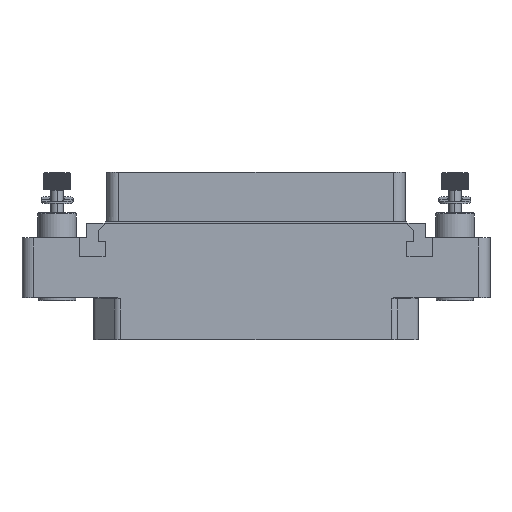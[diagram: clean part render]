
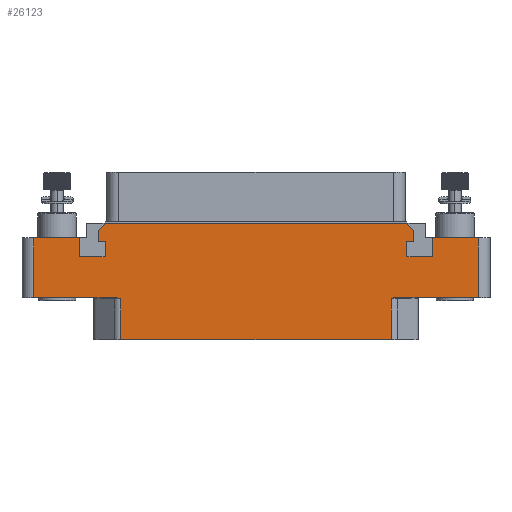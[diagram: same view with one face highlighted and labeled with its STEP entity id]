
A CAD part, top view. The second image highlights one B-rep face of the part: STEP entity #26123.
In plain terms, the highlighted planar face has unit normal (0, 0, 1).
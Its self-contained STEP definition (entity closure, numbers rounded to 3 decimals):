
#961=DIRECTION('',(-1.,0.,0.));
#962=VECTOR('',#961,46.236);
#963=CARTESIAN_POINT('',(23.118,-7.2,7.));
#964=LINE('',#963,#962);
#1098=DIRECTION('',(0.,1.,0.));
#1099=VECTOR('',#1098,7.);
#1100=CARTESIAN_POINT('',(23.118,-7.2,7.));
#1101=LINE('',#1100,#1099);
#1107=CARTESIAN_POINT('',(23.118,-0.2,7.));
#1108=CARTESIAN_POINT('',(23.175,-0.179,7.));
#1109=CARTESIAN_POINT('',(23.284,-0.139,7.));
#1110=CARTESIAN_POINT('',(23.435,-0.089,7.));
#1111=CARTESIAN_POINT('',(23.574,-0.049,7.));
#1112=CARTESIAN_POINT('',(23.701,-0.02,7.));
#1113=CARTESIAN_POINT('',(23.817,-0.003,7.));
#1114=CARTESIAN_POINT('',(23.885,0.,7.));
#1115=CARTESIAN_POINT('',(23.918,0.,7.));
#1122=DIRECTION('',(0.,-1.,0.));
#1123=VECTOR('',#1122,3.2);
#1124=CARTESIAN_POINT('',(30.2,10.2,7.));
#1125=LINE('',#1124,#1123);
#1126=DIRECTION('',(1.,0.,0.));
#1127=VECTOR('',#1126,7.8);
#1128=CARTESIAN_POINT('',(30.2,10.2,7.));
#1129=LINE('',#1128,#1127);
#1130=DIRECTION('',(1.,0.,0.));
#1131=VECTOR('',#1130,7.8);
#1132=CARTESIAN_POINT('',(-38.,10.2,7.));
#1133=LINE('',#1132,#1131);
#1134=DIRECTION('',(0.,-1.,0.));
#1135=VECTOR('',#1134,3.2);
#1136=CARTESIAN_POINT('',(-30.2,10.2,7.));
#1137=LINE('',#1136,#1135);
#1138=DIRECTION('',(1.,0.,0.));
#1139=VECTOR('',#1138,4.4);
#1140=CARTESIAN_POINT('',(-30.2,7.,7.));
#1141=LINE('',#1140,#1139);
#1142=DIRECTION('',(0.,1.,0.));
#1143=VECTOR('',#1142,2.6);
#1144=CARTESIAN_POINT('',(-25.8,7.,7.));
#1145=LINE('',#1144,#1143);
#1146=DIRECTION('',(-1.,0.,0.));
#1147=VECTOR('',#1146,1.2);
#1148=CARTESIAN_POINT('',(-25.8,9.6,7.));
#1149=LINE('',#1148,#1147);
#1150=DIRECTION('',(0.,1.,0.));
#1151=VECTOR('',#1150,1.9);
#1152=CARTESIAN_POINT('',(-27.,9.6,7.));
#1153=LINE('',#1152,#1151);
#1154=DIRECTION('',(0.707,0.707,0.));
#1155=VECTOR('',#1154,1.697);
#1156=CARTESIAN_POINT('',(-27.,11.5,7.));
#1157=LINE('',#1156,#1155);
#1158=DIRECTION('',(1.,0.,0.));
#1159=VECTOR('',#1158,51.6);
#1160=CARTESIAN_POINT('',(-25.8,12.7,7.));
#1161=LINE('',#1160,#1159);
#1162=DIRECTION('',(-0.707,0.707,0.));
#1163=VECTOR('',#1162,1.697);
#1164=CARTESIAN_POINT('',(27.,11.5,7.));
#1165=LINE('',#1164,#1163);
#1166=DIRECTION('',(0.,1.,0.));
#1167=VECTOR('',#1166,1.9);
#1168=CARTESIAN_POINT('',(27.,9.6,7.));
#1169=LINE('',#1168,#1167);
#1170=DIRECTION('',(1.,0.,0.));
#1171=VECTOR('',#1170,1.2);
#1172=CARTESIAN_POINT('',(25.8,9.6,7.));
#1173=LINE('',#1172,#1171);
#1174=DIRECTION('',(0.,1.,0.));
#1175=VECTOR('',#1174,2.6);
#1176=CARTESIAN_POINT('',(25.8,7.,7.));
#1177=LINE('',#1176,#1175);
#1178=DIRECTION('',(-1.,0.,0.));
#1179=VECTOR('',#1178,4.4);
#1180=CARTESIAN_POINT('',(30.2,7.,7.));
#1181=LINE('',#1180,#1179);
#1870=DIRECTION('',(0.,-1.,0.));
#1871=VECTOR('',#1870,10.2);
#1872=CARTESIAN_POINT('',(-38.,10.2,7.));
#1873=LINE('',#1872,#1871);
#1905=DIRECTION('',(1.,0.,0.));
#1906=VECTOR('',#1905,14.082);
#1907=CARTESIAN_POINT('',(-38.,0.,7.));
#1908=LINE('',#1907,#1906);
#2011=CARTESIAN_POINT('',(-23.918,0.,7.));
#2012=CARTESIAN_POINT('',(-23.885,0.,7.));
#2013=CARTESIAN_POINT('',(-23.817,-0.003,7.));
#2014=CARTESIAN_POINT('',(-23.701,-0.02,7.));
#2015=CARTESIAN_POINT('',(-23.574,-0.049,7.));
#2016=CARTESIAN_POINT('',(-23.435,-0.089,7.));
#2017=CARTESIAN_POINT('',(-23.284,-0.139,7.));
#2018=CARTESIAN_POINT('',(-23.175,-0.179,7.));
#2019=CARTESIAN_POINT('',(-23.118,-0.2,7.));
#2021=DIRECTION('',(0.,1.,0.));
#2022=VECTOR('',#2021,7.);
#2023=CARTESIAN_POINT('',(-23.118,-7.2,7.));
#2024=LINE('',#2023,#2022);
#14119=DIRECTION('',(1.,0.,0.));
#14120=VECTOR('',#14119,14.082);
#14121=CARTESIAN_POINT('',(23.918,0.,7.));
#14122=LINE('',#14121,#14120);
#14148=DIRECTION('',(0.,1.,0.));
#14149=VECTOR('',#14148,10.2);
#14150=CARTESIAN_POINT('',(38.,0.,7.));
#14151=LINE('',#14150,#14149);
#19627=CARTESIAN_POINT('',(38.,0.,7.));
#19628=CARTESIAN_POINT('',(38.,10.2,7.));
#19629=VERTEX_POINT('',#19627);
#19630=VERTEX_POINT('',#19628);
#19635=CARTESIAN_POINT('',(-38.,10.2,7.));
#19636=CARTESIAN_POINT('',(-38.,0.,7.));
#19637=VERTEX_POINT('',#19635);
#19638=VERTEX_POINT('',#19636);
#19844=CARTESIAN_POINT('',(23.118,-7.2,7.));
#19846=VERTEX_POINT('',#19844);
#19847=CARTESIAN_POINT('',(-23.118,-7.2,7.));
#19849=VERTEX_POINT('',#19847);
#19911=CARTESIAN_POINT('',(-23.118,-0.2,7.));
#19912=VERTEX_POINT('',#19911);
#19913=CARTESIAN_POINT('',(-23.918,0.,7.));
#19914=VERTEX_POINT('',#19913);
#19915=CARTESIAN_POINT('',(23.118,-0.2,7.));
#19917=VERTEX_POINT('',#19915);
#19919=CARTESIAN_POINT('',(23.918,0.,7.));
#19921=VERTEX_POINT('',#19919);
#21105=CARTESIAN_POINT('',(-30.2,10.2,7.));
#21106=CARTESIAN_POINT('',(-30.2,7.,7.));
#21107=VERTEX_POINT('',#21105);
#21108=VERTEX_POINT('',#21106);
#21109=CARTESIAN_POINT('',(-25.8,7.,7.));
#21110=VERTEX_POINT('',#21109);
#21111=CARTESIAN_POINT('',(-25.8,9.6,7.));
#21112=VERTEX_POINT('',#21111);
#21113=CARTESIAN_POINT('',(-27.,9.6,7.));
#21114=VERTEX_POINT('',#21113);
#21115=CARTESIAN_POINT('',(-27.,11.5,7.));
#21116=VERTEX_POINT('',#21115);
#21117=CARTESIAN_POINT('',(-25.8,12.7,7.));
#21118=VERTEX_POINT('',#21117);
#21135=CARTESIAN_POINT('',(30.2,10.2,7.));
#21136=CARTESIAN_POINT('',(30.2,7.,7.));
#21137=VERTEX_POINT('',#21135);
#21138=VERTEX_POINT('',#21136);
#21139=CARTESIAN_POINT('',(25.8,7.,7.));
#21140=VERTEX_POINT('',#21139);
#21141=CARTESIAN_POINT('',(25.8,9.6,7.));
#21142=VERTEX_POINT('',#21141);
#21143=CARTESIAN_POINT('',(27.,9.6,7.));
#21144=VERTEX_POINT('',#21143);
#21145=CARTESIAN_POINT('',(27.,11.5,7.));
#21146=VERTEX_POINT('',#21145);
#21147=CARTESIAN_POINT('',(25.8,12.7,7.));
#21148=VERTEX_POINT('',#21147);
#26071=CARTESIAN_POINT('',(0.,0.,7.));
#26072=DIRECTION('',(0.,0.,-1.));
#26073=DIRECTION('',(-1.,0.,0.));
#26074=AXIS2_PLACEMENT_3D('',#26071,#26072,#26073);
#26075=PLANE('',#26074);
#26077=ORIENTED_EDGE('',*,*,#26076,.F.);
#26079=ORIENTED_EDGE('',*,*,#26078,.T.);
#26081=ORIENTED_EDGE('',*,*,#26080,.F.);
#26083=ORIENTED_EDGE('',*,*,#26082,.F.);
#26084=ORIENTED_EDGE('',*,*,#26063,.F.);
#26085=ORIENTED_EDGE('',*,*,#26052,.F.);
#26086=ORIENTED_EDGE('',*,*,#25902,.T.);
#26088=ORIENTED_EDGE('',*,*,#26087,.T.);
#26090=ORIENTED_EDGE('',*,*,#26089,.F.);
#26092=ORIENTED_EDGE('',*,*,#26091,.F.);
#26094=ORIENTED_EDGE('',*,*,#26093,.F.);
#26096=ORIENTED_EDGE('',*,*,#26095,.T.);
#26098=ORIENTED_EDGE('',*,*,#26097,.T.);
#26100=ORIENTED_EDGE('',*,*,#26099,.T.);
#26102=ORIENTED_EDGE('',*,*,#26101,.T.);
#26104=ORIENTED_EDGE('',*,*,#26103,.T.);
#26106=ORIENTED_EDGE('',*,*,#26105,.T.);
#26108=ORIENTED_EDGE('',*,*,#26107,.T.);
#26110=ORIENTED_EDGE('',*,*,#26109,.T.);
#26112=ORIENTED_EDGE('',*,*,#26111,.F.);
#26114=ORIENTED_EDGE('',*,*,#26113,.F.);
#26116=ORIENTED_EDGE('',*,*,#26115,.F.);
#26118=ORIENTED_EDGE('',*,*,#26117,.F.);
#26120=ORIENTED_EDGE('',*,*,#26119,.F.);
#26121=EDGE_LOOP('',(#26077,#26079,#26081,#26083,#26084,#26085,#26086,#26088,
#26090,#26092,#26094,#26096,#26098,#26100,#26102,#26104,#26106,#26108,#26110,
#26112,#26114,#26116,#26118,#26120));
#26122=FACE_OUTER_BOUND('',#26121,.F.);
#26123=ADVANCED_FACE('',(#26122),#26075,.F.);
#1116=B_SPLINE_CURVE_WITH_KNOTS('',3,(#1107,#1108,#1109,#1110,#1111,#1112,#1113,
#1114,#1115),.UNSPECIFIED.,.F.,.F.,(4,1,1,1,1,1,4),(0.,0.167,
0.333,0.5,0.667,0.833,1.),
.UNSPECIFIED.);
#2020=B_SPLINE_CURVE_WITH_KNOTS('',3,(#2011,#2012,#2013,#2014,#2015,#2016,#2017,
#2018,#2019),.UNSPECIFIED.,.F.,.F.,(4,1,1,1,1,1,4),(0.,0.167,
0.333,0.5,0.667,0.833,1.),
.UNSPECIFIED.);
#25902=EDGE_CURVE('',#19846,#19849,#964,.T.);
#26052=EDGE_CURVE('',#19846,#19917,#1101,.T.);
#26063=EDGE_CURVE('',#19917,#19921,#1116,.T.);
#26076=EDGE_CURVE('',#21137,#21138,#1125,.T.);
#26078=EDGE_CURVE('',#21137,#19630,#1129,.T.);
#26080=EDGE_CURVE('',#19629,#19630,#14151,.T.);
#26082=EDGE_CURVE('',#19921,#19629,#14122,.T.);
#26087=EDGE_CURVE('',#19849,#19912,#2024,.T.);
#26089=EDGE_CURVE('',#19914,#19912,#2020,.T.);
#26091=EDGE_CURVE('',#19638,#19914,#1908,.T.);
#26093=EDGE_CURVE('',#19637,#19638,#1873,.T.);
#26095=EDGE_CURVE('',#19637,#21107,#1133,.T.);
#26097=EDGE_CURVE('',#21107,#21108,#1137,.T.);
#26099=EDGE_CURVE('',#21108,#21110,#1141,.T.);
#26101=EDGE_CURVE('',#21110,#21112,#1145,.T.);
#26103=EDGE_CURVE('',#21112,#21114,#1149,.T.);
#26105=EDGE_CURVE('',#21114,#21116,#1153,.T.);
#26107=EDGE_CURVE('',#21116,#21118,#1157,.T.);
#26109=EDGE_CURVE('',#21118,#21148,#1161,.T.);
#26111=EDGE_CURVE('',#21146,#21148,#1165,.T.);
#26113=EDGE_CURVE('',#21144,#21146,#1169,.T.);
#26115=EDGE_CURVE('',#21142,#21144,#1173,.T.);
#26117=EDGE_CURVE('',#21140,#21142,#1177,.T.);
#26119=EDGE_CURVE('',#21138,#21140,#1181,.T.);
